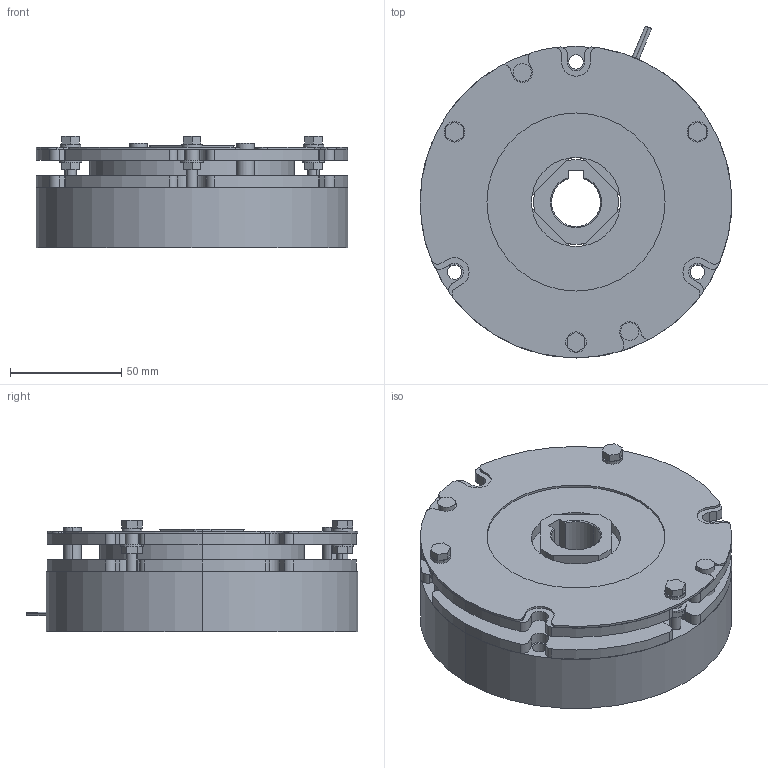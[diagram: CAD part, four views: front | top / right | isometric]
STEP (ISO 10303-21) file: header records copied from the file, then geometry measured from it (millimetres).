
FILE_DESCRIPTION (( 'STEP AP203' ), '1' );
FILE_NAME ('YPP616655.STEP', '2020-12-24T06:14:42', ( '' ), ( '' ), 'SwSTEP 2.0', 'SolidWorks 2016', '' );
FILE_SCHEMA (( 'CONFIG_CONTROL_DESIGN' ));
Length unit declared in the file: millimetre
Products named in the file (1): YPP616655
Bounding box: 140 x 149.12 x 50 mm (x, y, z)
Volume: 582962 mm3; surface area: 150720 mm2
Topology: 9 solids, 9 shells, 314 faces, 785 edges, 510 vertices
Faces by surface type: plane 156, cylinder 152, cone 6
Entity records: 9612 total; most frequent: DIRECTION 1749, CARTESIAN_POINT 1678, ORIENTED_EDGE 1570, EDGE_CURVE 785, AXIS2_PLACEMENT_3D 657, VERTEX_POINT 510, LINE 435, VECTOR 435
